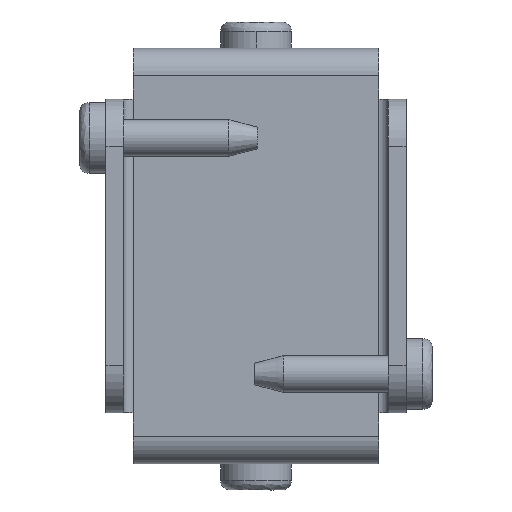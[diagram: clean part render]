
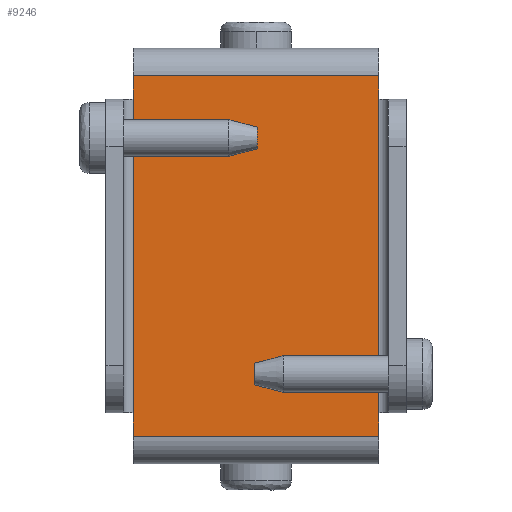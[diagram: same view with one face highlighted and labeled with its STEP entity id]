
A CAD part, front view. The second image highlights one B-rep face of the part: STEP entity #9246.
In plain terms, the highlighted planar face has unit normal (0, -1, 0).
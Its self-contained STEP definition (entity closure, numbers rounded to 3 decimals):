
#161 = DIRECTION ( 'NONE',  ( 0., 0., -1. ) ) ;
#224 = ORIENTED_EDGE ( 'NONE', *, *, #8508, .F. ) ;
#247 = VECTOR ( 'NONE', #10096, 1000. ) ;
#348 = ORIENTED_EDGE ( 'NONE', *, *, #10243, .F. ) ;
#878 = VECTOR ( 'NONE', #7268, 1000. ) ;
#888 = ORIENTED_EDGE ( 'NONE', *, *, #2257, .T. ) ;
#902 = CARTESIAN_POINT ( 'NONE',  ( -13., -1.9, 19.1 ) ) ;
#908 = CARTESIAN_POINT ( 'NONE',  ( 15.9, -1.9, 19.1 ) ) ;
#933 = CARTESIAN_POINT ( 'NONE',  ( 13., -1.9, -16.6 ) ) ;
#1238 = LINE ( 'NONE', #3624, #2408 ) ;
#1439 = DIRECTION ( 'NONE',  ( 0., 0., -1. ) ) ;
#1473 = CARTESIAN_POINT ( 'NONE',  ( -13., -1.9, 19.1 ) ) ;
#1539 = VECTOR ( 'NONE', #161, 1000. ) ;
#1548 = VECTOR ( 'NONE', #6796, 1000. ) ;
#1649 = CARTESIAN_POINT ( 'NONE',  ( -13., -1.9, 16.6 ) ) ;
#1835 = VECTOR ( 'NONE', #9179, 1000. ) ;
#1948 = CARTESIAN_POINT ( 'NONE',  ( -13., -1.9, -19.1 ) ) ;
#2257 = EDGE_CURVE ( 'NONE', #2414, #2430, #9141, .T. ) ;
#2408 = VECTOR ( 'NONE', #8407, 1000. ) ;
#2414 = VERTEX_POINT ( 'NONE', #9024 ) ;
#2430 = VERTEX_POINT ( 'NONE', #933 ) ;
#2519 = EDGE_CURVE ( 'NONE', #6645, #3072, #4546, .T. ) ;
#2520 = CARTESIAN_POINT ( 'NONE',  ( 13., -1.9, 16.6 ) ) ;
#3028 = VECTOR ( 'NONE', #3101, 1000. ) ;
#3072 = VERTEX_POINT ( 'NONE', #4228 ) ;
#3101 = DIRECTION ( 'NONE',  ( 0., 0., 1. ) ) ;
#3388 = FACE_OUTER_BOUND ( 'NONE', #4689, .T. ) ;
#3454 = ORIENTED_EDGE ( 'NONE', *, *, #5568, .F. ) ;
#3624 = CARTESIAN_POINT ( 'NONE',  ( 15.9, -1.9, -19.1 ) ) ;
#3773 = LINE ( 'NONE', #902, #1539 ) ;
#3814 = CARTESIAN_POINT ( 'NONE',  ( 13., -1.9, -19.1 ) ) ;
#4012 = CARTESIAN_POINT ( 'NONE',  ( -13., -1.9, -16.6 ) ) ;
#4228 = CARTESIAN_POINT ( 'NONE',  ( 13., -1.9, 19.1 ) ) ;
#4441 = VECTOR ( 'NONE', #1439, 1000. ) ;
#4546 = LINE ( 'NONE', #908, #1548 ) ;
#4689 = EDGE_LOOP ( 'NONE', ( #3454, #6830, #888, #348, #8078, #5021, #6329, #224 ) ) ;
#5021 = ORIENTED_EDGE ( 'NONE', *, *, #2519, .F. ) ;
#5094 = DIRECTION ( 'NONE',  ( 0., 0., 1. ) ) ;
#5568 = EDGE_CURVE ( 'NONE', #9814, #6123, #6325, .T. ) ;
#6123 = VERTEX_POINT ( 'NONE', #4012 ) ;
#6325 = LINE ( 'NONE', #1948, #247 ) ;
#6329 = ORIENTED_EDGE ( 'NONE', *, *, #8173, .T. ) ;
#6398 = CARTESIAN_POINT ( 'NONE',  ( 13., -1.9, 19.1 ) ) ;
#6645 = VERTEX_POINT ( 'NONE', #1473 ) ;
#6741 = LINE ( 'NONE', #6398, #4441 ) ;
#6796 = DIRECTION ( 'NONE',  ( 1., 0., 0. ) ) ;
#6830 = ORIENTED_EDGE ( 'NONE', *, *, #7791, .F. ) ;
#6963 = AXIS2_PLACEMENT_3D ( 'NONE', #9911, #8247, #5094 ) ;
#7265 = VERTEX_POINT ( 'NONE', #10167 ) ;
#7268 = DIRECTION ( 'NONE',  ( 0., 0., 1. ) ) ;
#7600 = LINE ( 'NONE', #2520, #1835 ) ;
#7791 = EDGE_CURVE ( 'NONE', #2414, #9814, #1238, .T. ) ;
#7949 = LINE ( 'NONE', #8894, #878 ) ;
#7970 = CARTESIAN_POINT ( 'NONE',  ( -13., -1.9, -19.1 ) ) ;
#8074 = PLANE ( 'NONE',  #6963 ) ;
#8078 = ORIENTED_EDGE ( 'NONE', *, *, #9867, .F. ) ;
#8173 = EDGE_CURVE ( 'NONE', #6645, #8639, #3773, .T. ) ;
#8247 = DIRECTION ( 'NONE',  ( 0., 1., 0. ) ) ;
#8407 = DIRECTION ( 'NONE',  ( -1., 0., 0. ) ) ;
#8508 = EDGE_CURVE ( 'NONE', #6123, #8639, #7949, .T. ) ;
#8639 = VERTEX_POINT ( 'NONE', #1649 ) ;
#8894 = CARTESIAN_POINT ( 'NONE',  ( -13., -1.9, 16.6 ) ) ;
#9024 = CARTESIAN_POINT ( 'NONE',  ( 13., -1.9, -19.1 ) ) ;
#9141 = LINE ( 'NONE', #3814, #3028 ) ;
#9179 = DIRECTION ( 'NONE',  ( 0., 0., -1. ) ) ;
#9246 = ADVANCED_FACE ( 'NONE', ( #3388 ), #8074, .F. ) ;
#9814 = VERTEX_POINT ( 'NONE', #7970 ) ;
#9867 = EDGE_CURVE ( 'NONE', #3072, #7265, #6741, .T. ) ;
#9911 = CARTESIAN_POINT ( 'NONE',  ( 15.9, -1.9, 16.6 ) ) ;
#10096 = DIRECTION ( 'NONE',  ( 0., 0., 1. ) ) ;
#10167 = CARTESIAN_POINT ( 'NONE',  ( 13., -1.9, 16.6 ) ) ;
#10243 = EDGE_CURVE ( 'NONE', #7265, #2430, #7600, .T. ) ;
